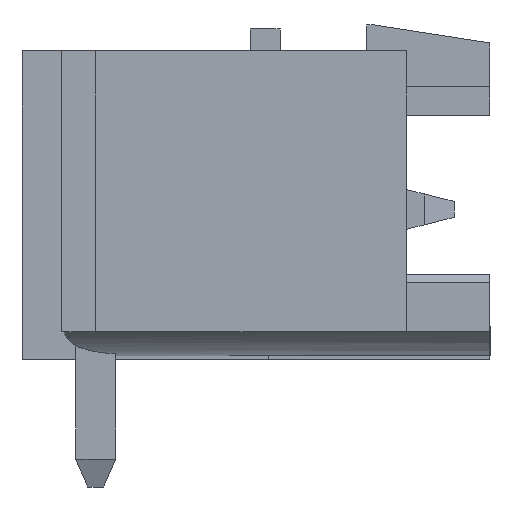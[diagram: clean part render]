
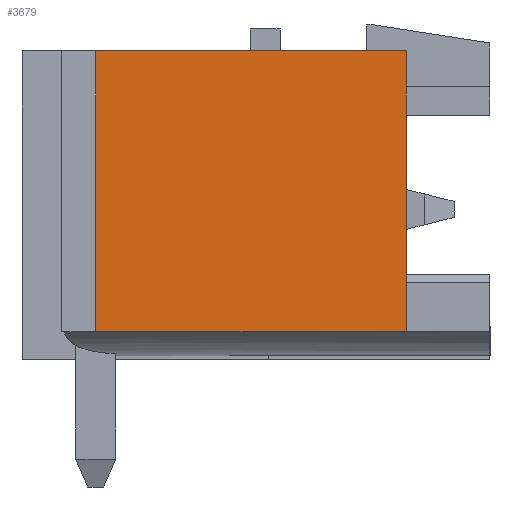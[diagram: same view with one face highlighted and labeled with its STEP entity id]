
A CAD part, left-side view. The second image highlights one B-rep face of the part: STEP entity #3679.
In plain terms, the highlighted planar face has unit normal (-1, 0, 0).
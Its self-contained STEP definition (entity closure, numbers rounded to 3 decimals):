
#3659=AXIS2_PLACEMENT_3D('Plane Axis2P3D',#3656,#3657,#3658) ;
#206=CARTESIAN_POINT('Vertex',(0.,9.9,10.95)) ;
#209=CARTESIAN_POINT('Line Origine',(0.,6.,10.95)) ;
#213=CARTESIAN_POINT('Vertex',(0.,2.1,10.95)) ;
#3641=CARTESIAN_POINT('Vertex',(0.,9.9,3.9)) ;
#3644=CARTESIAN_POINT('Line Origine',(0.,9.9,7.425)) ;
#3656=CARTESIAN_POINT('Axis2P3D Location',(0.,2.1,0.)) ;
#3661=CARTESIAN_POINT('Line Origine',(0.,6.,3.9)) ;
#3665=CARTESIAN_POINT('Vertex',(0.,2.1,3.9)) ;
#3668=CARTESIAN_POINT('Line Origine',(0.,2.1,7.425)) ;
#210=DIRECTION('Vector Direction',(0.,1.,0.)) ;
#3645=DIRECTION('Vector Direction',(0.,0.,1.)) ;
#3657=DIRECTION('Axis2P3D Direction',(1.,0.,0.)) ;
#3658=DIRECTION('Axis2P3D XDirection',(0.,1.,0.)) ;
#3662=DIRECTION('Vector Direction',(0.,1.,0.)) ;
#3669=DIRECTION('Vector Direction',(0.,0.,1.)) ;
#211=VECTOR('Line Direction',#210,1.) ;
#3646=VECTOR('Line Direction',#3645,1.) ;
#3663=VECTOR('Line Direction',#3662,1.) ;
#3670=VECTOR('Line Direction',#3669,1.) ;
#3674=ORIENTED_EDGE('',*,*,#3648,.F.) ;
#3675=ORIENTED_EDGE('',*,*,#3667,.T.) ;
#3676=ORIENTED_EDGE('',*,*,#3672,.T.) ;
#3677=ORIENTED_EDGE('',*,*,#215,.F.) ;
#3679=ADVANCED_FACE('Housing-B',(#3678),#3660,.F.) ;
#215=EDGE_CURVE('',#207,#214,#212,.F.) ;
#3648=EDGE_CURVE('',#3642,#207,#3647,.T.) ;
#3667=EDGE_CURVE('',#3642,#3666,#3664,.F.) ;
#3672=EDGE_CURVE('',#3666,#214,#3671,.T.) ;
#3673=EDGE_LOOP('',(#3674,#3675,#3676,#3677)) ;
#3678=FACE_OUTER_BOUND('',#3673,.T.) ;
#212=LINE('Line',#209,#211) ;
#3647=LINE('Line',#3644,#3646) ;
#3664=LINE('Line',#3661,#3663) ;
#3671=LINE('Line',#3668,#3670) ;
#3660=PLANE('',#3659) ;
#207=VERTEX_POINT('',#206) ;
#214=VERTEX_POINT('',#213) ;
#3642=VERTEX_POINT('',#3641) ;
#3666=VERTEX_POINT('',#3665) ;
